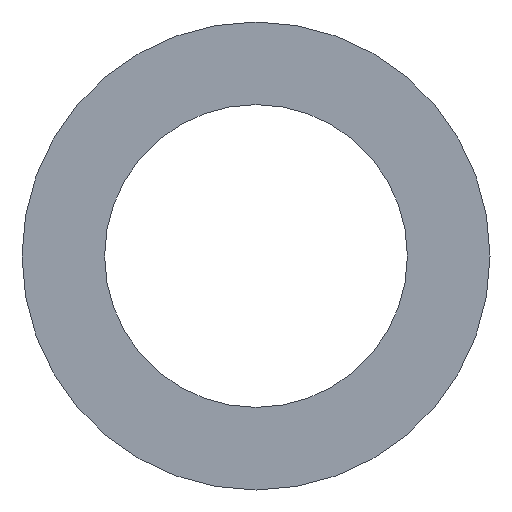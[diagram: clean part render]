
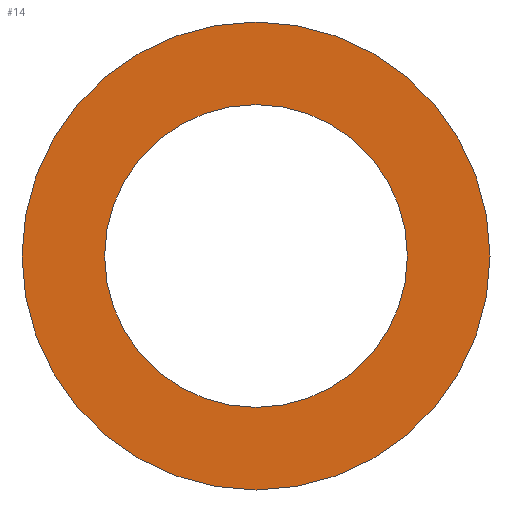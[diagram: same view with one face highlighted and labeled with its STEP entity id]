
A CAD part, front view. The second image highlights one B-rep face of the part: STEP entity #14.
In plain terms, the highlighted planar face has unit normal (0, -1, 0).
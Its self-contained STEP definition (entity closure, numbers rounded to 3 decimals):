
#1 = DIRECTION ( 'NONE',  ( 0., 0., -1. ) ) ;
#2 = CIRCLE ( 'NONE', #205, 51. ) ;
#14 = ADVANCED_FACE ( 'NONE', ( #103, #184 ), #197, .T. ) ;
#18 = CARTESIAN_POINT ( 'NONE',  ( 0., 0., -33. ) ) ;
#21 = EDGE_LOOP ( 'NONE', ( #167, #146 ) ) ;
#23 = CARTESIAN_POINT ( 'NONE',  ( 0., 0., 33. ) ) ;
#25 = CARTESIAN_POINT ( 'NONE',  ( 0., 0., 0. ) ) ;
#32 = CARTESIAN_POINT ( 'NONE',  ( 0., 0., 0. ) ) ;
#37 = DIRECTION ( 'NONE',  ( 0., 0., -1. ) ) ;
#43 = DIRECTION ( 'NONE',  ( 0., 0., -1. ) ) ;
#45 = DIRECTION ( 'NONE',  ( 0., -1., 0. ) ) ;
#51 = ORIENTED_EDGE ( 'NONE', *, *, #128, .T. ) ;
#55 = CIRCLE ( 'NONE', #164, 33. ) ;
#64 = VERTEX_POINT ( 'NONE', #78 ) ;
#75 = CARTESIAN_POINT ( 'NONE',  ( 0., 0., 0. ) ) ;
#78 = CARTESIAN_POINT ( 'NONE',  ( 0., 0., 51. ) ) ;
#103 = FACE_OUTER_BOUND ( 'NONE', #163, .T. ) ;
#107 = EDGE_CURVE ( 'NONE', #64, #160, #194, .T. ) ;
#114 = EDGE_CURVE ( 'NONE', #200, #209, #145, .T. ) ;
#117 = EDGE_CURVE ( 'NONE', #209, #200, #55, .T. ) ;
#124 = ORIENTED_EDGE ( 'NONE', *, *, #107, .T. ) ;
#128 = EDGE_CURVE ( 'NONE', #160, #64, #2, .T. ) ;
#130 = DIRECTION ( 'NONE',  ( 0., -1., 0. ) ) ;
#142 = DIRECTION ( 'NONE',  ( 0., -1., 0. ) ) ;
#143 = CARTESIAN_POINT ( 'NONE',  ( 0., 0., 0. ) ) ;
#145 = CIRCLE ( 'NONE', #148, 33. ) ;
#146 = ORIENTED_EDGE ( 'NONE', *, *, #114, .F. ) ;
#147 = DIRECTION ( 'NONE',  ( 0., -1., 0. ) ) ;
#148 = AXIS2_PLACEMENT_3D ( 'NONE', #25, #130, #37 ) ;
#149 = AXIS2_PLACEMENT_3D ( 'NONE', #170, #147, #1 ) ;
#159 = CARTESIAN_POINT ( 'NONE',  ( 0., 0., -51. ) ) ;
#160 = VERTEX_POINT ( 'NONE', #159 ) ;
#162 = DIRECTION ( 'NONE',  ( 0., 0., -1. ) ) ;
#163 = EDGE_LOOP ( 'NONE', ( #51, #124 ) ) ;
#164 = AXIS2_PLACEMENT_3D ( 'NONE', #75, #210, #185 ) ;
#166 = AXIS2_PLACEMENT_3D ( 'NONE', #143, #45, #162 ) ;
#167 = ORIENTED_EDGE ( 'NONE', *, *, #117, .F. ) ;
#170 = CARTESIAN_POINT ( 'NONE',  ( 33., 0., 0. ) ) ;
#184 = FACE_BOUND ( 'NONE', #21, .T. ) ;
#185 = DIRECTION ( 'NONE',  ( 0., 0., -1. ) ) ;
#194 = CIRCLE ( 'NONE', #166, 51. ) ;
#197 = PLANE ( 'NONE',  #149 ) ;
#200 = VERTEX_POINT ( 'NONE', #23 ) ;
#205 = AXIS2_PLACEMENT_3D ( 'NONE', #32, #142, #43 ) ;
#209 = VERTEX_POINT ( 'NONE', #18 ) ;
#210 = DIRECTION ( 'NONE',  ( 0., -1., 0. ) ) ;
